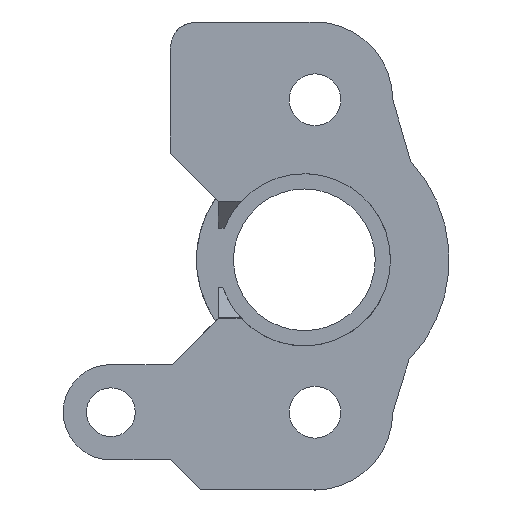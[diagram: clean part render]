
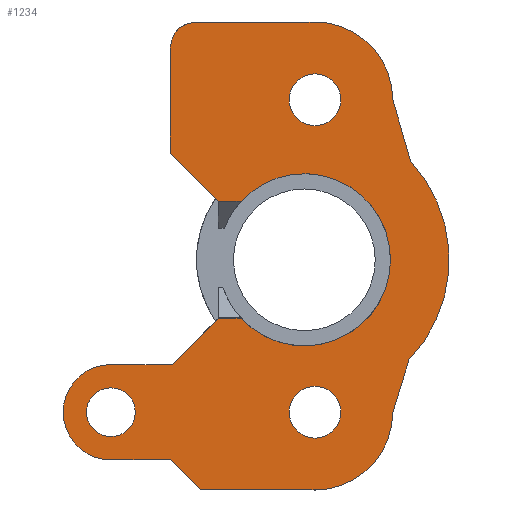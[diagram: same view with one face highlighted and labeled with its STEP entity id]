
A CAD part, left-side view. The second image highlights one B-rep face of the part: STEP entity #1234.
In plain terms, the highlighted planar face has unit normal (-1, 0, 0).
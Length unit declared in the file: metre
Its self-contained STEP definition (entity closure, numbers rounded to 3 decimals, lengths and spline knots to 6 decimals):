
#48=B_SPLINE_CURVE_WITH_KNOTS('',3,(#1849,#1850,#1851,#1852),
 .UNSPECIFIED.,.F.,.F.,(4,4),(0.,1.),.UNSPECIFIED.);
#70=LINE('',#1823,#172);
#71=LINE('',#1825,#173);
#72=LINE('',#1827,#174);
#73=LINE('',#1831,#175);
#74=LINE('',#1833,#176);
#75=LINE('',#1835,#177);
#76=LINE('',#1839,#178);
#77=LINE('',#1843,#179);
#78=LINE('',#1847,#180);
#79=LINE('',#1854,#181);
#80=LINE('',#1856,#182);
#81=LINE('',#1858,#183);
#172=VECTOR('',#1462,1.);
#173=VECTOR('',#1463,1.);
#174=VECTOR('',#1464,1.);
#175=VECTOR('',#1467,1.);
#176=VECTOR('',#1468,1.);
#177=VECTOR('',#1469,1.);
#178=VECTOR('',#1472,1.);
#179=VECTOR('',#1475,1.);
#180=VECTOR('',#1478,1.);
#181=VECTOR('',#1479,1.);
#182=VECTOR('',#1480,1.);
#183=VECTOR('',#1481,1.);
#274=ORIENTED_EDGE('',*,*,#646,.T.);
#275=ORIENTED_EDGE('',*,*,#647,.T.);
#276=ORIENTED_EDGE('',*,*,#648,.T.);
#277=ORIENTED_EDGE('',*,*,#649,.T.);
#278=ORIENTED_EDGE('',*,*,#650,.T.);
#279=ORIENTED_EDGE('',*,*,#651,.F.);
#280=ORIENTED_EDGE('',*,*,#652,.T.);
#281=ORIENTED_EDGE('',*,*,#653,.F.);
#282=ORIENTED_EDGE('',*,*,#654,.F.);
#283=ORIENTED_EDGE('',*,*,#655,.T.);
#284=ORIENTED_EDGE('',*,*,#656,.T.);
#285=ORIENTED_EDGE('',*,*,#657,.F.);
#286=ORIENTED_EDGE('',*,*,#658,.F.);
#287=ORIENTED_EDGE('',*,*,#659,.T.);
#288=ORIENTED_EDGE('',*,*,#660,.T.);
#289=ORIENTED_EDGE('',*,*,#661,.F.);
#290=ORIENTED_EDGE('',*,*,#662,.F.);
#291=ORIENTED_EDGE('',*,*,#663,.T.);
#292=ORIENTED_EDGE('',*,*,#664,.T.);
#293=ORIENTED_EDGE('',*,*,#665,.T.);
#294=ORIENTED_EDGE('',*,*,#666,.F.);
#646=EDGE_CURVE('',#832,#832,#954,.T.);
#647=EDGE_CURVE('',#833,#833,#955,.T.);
#648=EDGE_CURVE('',#834,#834,#956,.T.);
#649=EDGE_CURVE('',#835,#836,#957,.T.);
#650=EDGE_CURVE('',#836,#837,#70,.T.);
#651=EDGE_CURVE('',#838,#837,#71,.T.);
#652=EDGE_CURVE('',#838,#839,#72,.T.);
#653=EDGE_CURVE('',#840,#839,#958,.T.);
#654=EDGE_CURVE('',#841,#840,#73,.T.);
#655=EDGE_CURVE('',#841,#842,#74,.T.);
#656=EDGE_CURVE('',#842,#843,#75,.T.);
#657=EDGE_CURVE('',#844,#843,#959,.T.);
#658=EDGE_CURVE('',#845,#844,#76,.T.);
#659=EDGE_CURVE('',#845,#846,#960,.T.);
#660=EDGE_CURVE('',#846,#847,#77,.T.);
#661=EDGE_CURVE('',#848,#847,#961,.T.);
#662=EDGE_CURVE('',#849,#848,#78,.T.);
#663=EDGE_CURVE('',#849,#850,#48,.T.);
#664=EDGE_CURVE('',#850,#851,#79,.T.);
#665=EDGE_CURVE('',#851,#852,#80,.T.);
#666=EDGE_CURVE('',#835,#852,#81,.T.);
#832=VERTEX_POINT('',#1815);
#833=VERTEX_POINT('',#1817);
#834=VERTEX_POINT('',#1819);
#835=VERTEX_POINT('',#1821);
#836=VERTEX_POINT('',#1822);
#837=VERTEX_POINT('',#1824);
#838=VERTEX_POINT('',#1826);
#839=VERTEX_POINT('',#1828);
#840=VERTEX_POINT('',#1830);
#841=VERTEX_POINT('',#1832);
#842=VERTEX_POINT('',#1834);
#843=VERTEX_POINT('',#1836);
#844=VERTEX_POINT('',#1838);
#845=VERTEX_POINT('',#1840);
#846=VERTEX_POINT('',#1842);
#847=VERTEX_POINT('',#1844);
#848=VERTEX_POINT('',#1846);
#849=VERTEX_POINT('',#1848);
#850=VERTEX_POINT('',#1853);
#851=VERTEX_POINT('',#1855);
#852=VERTEX_POINT('',#1857);
#954=CIRCLE('',#1322,0.0017);
#955=CIRCLE('',#1323,0.0017);
#956=CIRCLE('',#1324,0.0016);
#957=CIRCLE('',#1325,0.00565);
#958=CIRCLE('',#1326,0.003125);
#959=CIRCLE('',#1327,0.0051);
#960=CIRCLE('',#1328,0.0095);
#961=CIRCLE('',#1329,0.0051);
#1010=EDGE_LOOP('',(#274));
#1011=EDGE_LOOP('',(#275));
#1012=EDGE_LOOP('',(#276));
#1013=EDGE_LOOP('',(#277,#278,#279,#280,#281,#282,#283,#284,#285,#286,#287,
#288,#289,#290,#291,#292,#293,#294));
#1100=FACE_BOUND('',#1010,.T.);
#1101=FACE_BOUND('',#1011,.T.);
#1102=FACE_BOUND('',#1012,.T.);
#1103=FACE_BOUND('',#1013,.T.);
#1190=PLANE('',#1321);
#1234=ADVANCED_FACE('',(#1100,#1101,#1102,#1103),#1190,.F.);
#1321=AXIS2_PLACEMENT_3D('',#1813,#1452,#1453);
#1322=AXIS2_PLACEMENT_3D('',#1814,#1454,#1455);
#1323=AXIS2_PLACEMENT_3D('',#1816,#1456,#1457);
#1324=AXIS2_PLACEMENT_3D('',#1818,#1458,#1459);
#1325=AXIS2_PLACEMENT_3D('',#1820,#1460,#1461);
#1326=AXIS2_PLACEMENT_3D('',#1829,#1465,#1466);
#1327=AXIS2_PLACEMENT_3D('',#1837,#1470,#1471);
#1328=AXIS2_PLACEMENT_3D('',#1841,#1473,#1474);
#1329=AXIS2_PLACEMENT_3D('',#1845,#1476,#1477);
#1452=DIRECTION('',(1.,0.,0.));
#1453=DIRECTION('',(0.,0.,-1.));
#1454=DIRECTION('',(1.,0.,0.));
#1455=DIRECTION('',(0.,0.,-1.));
#1456=DIRECTION('',(1.,0.,0.));
#1457=DIRECTION('',(0.,0.,-1.));
#1458=DIRECTION('',(1.,0.,0.));
#1459=DIRECTION('',(0.,0.,-1.));
#1460=DIRECTION('',(1.,0.,0.));
#1461=DIRECTION('',(0.,0.,-1.));
#1462=DIRECTION('',(0.,1.,0.));
#1463=DIRECTION('',(0.,-0.707,0.707));
#1464=DIRECTION('',(0.,1.,0.));
#1465=DIRECTION('',(1.,0.,0.));
#1466=DIRECTION('',(0.,0.,-1.));
#1467=DIRECTION('',(0.,1.,0.));
#1468=DIRECTION('',(0.,-0.707,-0.707));
#1469=DIRECTION('',(0.,-1.,0.));
#1470=DIRECTION('',(1.,0.,0.));
#1471=DIRECTION('',(0.,0.,-1.));
#1472=DIRECTION('',(0.,0.296,-0.955));
#1473=DIRECTION('',(-1.,0.,0.));
#1474=DIRECTION('',(0.,0.,1.));
#1475=DIRECTION('',(0.,0.279,0.96));
#1476=DIRECTION('',(1.,0.,0.));
#1477=DIRECTION('',(0.,0.,-1.));
#1478=DIRECTION('',(0.,-1.,0.));
#1479=DIRECTION('',(0.,0.,-1.));
#1480=DIRECTION('',(0.,-0.707,-0.707));
#1481=DIRECTION('',(0.,1.,0.));
#1813=CARTESIAN_POINT('',(0.02721,-0.09047,-0.010284));
#1814=CARTESIAN_POINT('',(0.02721,-0.08353,-0.027984));
#1815=CARTESIAN_POINT('',(0.02721,-0.08353,-0.029684));
#1816=CARTESIAN_POINT('',(0.02721,-0.08353,-0.048484));
#1817=CARTESIAN_POINT('',(0.02721,-0.08353,-0.050184));
#1818=CARTESIAN_POINT('',(0.02721,-0.070139,-0.048484));
#1819=CARTESIAN_POINT('',(0.02721,-0.070139,-0.050084));
#1820=CARTESIAN_POINT('',(0.02721,-0.08283,-0.038484));
#1821=CARTESIAN_POINT('',(0.02721,-0.078687,-0.034643));
#1822=CARTESIAN_POINT('',(0.02721,-0.078687,-0.042325));
#1823=CARTESIAN_POINT('',(0.02721,-0.081228,-0.042325));
#1824=CARTESIAN_POINT('',(0.02721,-0.077188,-0.042325));
#1825=CARTESIAN_POINT('',(0.02721,-0.07403,-0.045484));
#1826=CARTESIAN_POINT('',(0.02721,-0.074155,-0.045359));
#1827=CARTESIAN_POINT('',(0.02721,-0.072084,-0.045359));
#1828=CARTESIAN_POINT('',(0.02721,-0.070139,-0.045359));
#1829=CARTESIAN_POINT('',(0.02721,-0.070139,-0.048484));
#1830=CARTESIAN_POINT('',(0.02721,-0.070139,-0.051609));
#1831=CARTESIAN_POINT('',(0.02721,-0.072084,-0.051609));
#1832=CARTESIAN_POINT('',(0.02721,-0.07403,-0.051609));
#1833=CARTESIAN_POINT('',(0.02721,-0.061587,-0.039167));
#1834=CARTESIAN_POINT('',(0.02721,-0.076005,-0.053584));
#1835=CARTESIAN_POINT('',(0.02721,-0.09047,-0.053584));
#1836=CARTESIAN_POINT('',(0.02721,-0.08353,-0.053584));
#1837=CARTESIAN_POINT('',(0.02721,-0.08353,-0.048484));
#1838=CARTESIAN_POINT('',(0.02721,-0.08863,-0.048484));
#1839=CARTESIAN_POINT('',(0.02721,-0.090441,-0.042639));
#1840=CARTESIAN_POINT('',(0.02721,-0.089693,-0.045052));
#1841=CARTESIAN_POINT('',(0.02721,-0.08283,-0.038484));
#1842=CARTESIAN_POINT('',(0.02721,-0.089808,-0.032038));
#1843=CARTESIAN_POINT('',(0.02721,-0.090163,-0.033258));
#1844=CARTESIAN_POINT('',(0.02721,-0.08863,-0.027984));
#1845=CARTESIAN_POINT('',(0.02721,-0.08353,-0.027984));
#1846=CARTESIAN_POINT('',(0.02721,-0.08353,-0.022884));
#1847=CARTESIAN_POINT('',(0.02721,-0.089329,-0.022884));
#1848=CARTESIAN_POINT('',(0.02721,-0.07603,-0.022884));
#1849=CARTESIAN_POINT('',(0.02721,-0.07603,-0.022884));
#1850=CARTESIAN_POINT('',(0.02721,-0.074696,-0.022884));
#1851=CARTESIAN_POINT('',(0.02721,-0.07403,-0.023551));
#1852=CARTESIAN_POINT('',(0.02721,-0.07403,-0.024884));
#1853=CARTESIAN_POINT('',(0.02721,-0.07403,-0.024884));
#1854=CARTESIAN_POINT('',(0.02721,-0.07403,-0.037684));
#1855=CARTESIAN_POINT('',(0.02721,-0.07403,-0.031484));
#1856=CARTESIAN_POINT('',(0.02721,-0.07603,-0.033484));
#1857=CARTESIAN_POINT('',(0.02721,-0.077188,-0.034643));
#1858=CARTESIAN_POINT('',(0.02721,-0.081228,-0.034643));
